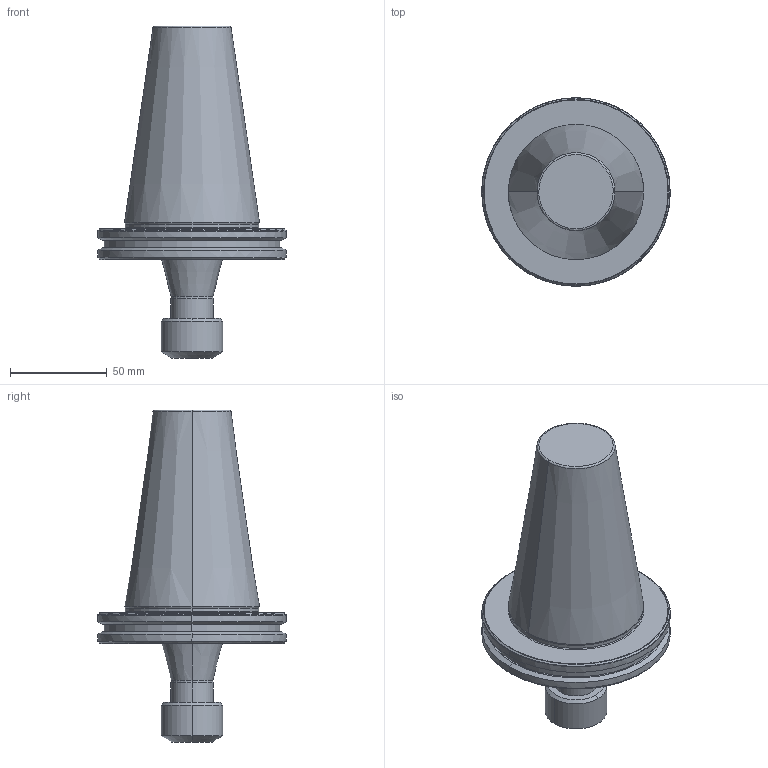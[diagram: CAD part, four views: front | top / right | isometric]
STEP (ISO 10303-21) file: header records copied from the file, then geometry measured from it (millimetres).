
FILE_DESCRIPTION (( 'STEP AP203' ), '1' );
FILE_NAME ('SK 50 ER 16 070 AD-6.3G15000 SL.STEP', '2019-04-26T06:14:10', ( '' ), ( '' ), 'SwSTEP 2.0', 'SolidWorks 2014', '' );
FILE_SCHEMA (( 'CONFIG_CONTROL_DESIGN' ));
Length unit declared in the file: millimetre
Products named in the file (1): SK 50 ER 16 070 AD-6.3G15000 SL
Bounding box: 97.5 x 97.5 x 171.75 mm (x, y, z)
Volume: 404014.8 mm3; surface area: 41189.9 mm2
Topology: 1 solids, 1 shells, 71 faces, 172 edges, 108 vertices
Faces by surface type: bspline 22, cone 18, cylinder 12, torus 12, plane 7
Entity records: 3097 total; most frequent: CARTESIAN_POINT 1422, ORIENTED_EDGE 344, DIRECTION 342, EDGE_CURVE 172, AXIS2_PLACEMENT_3D 156, VERTEX_POINT 108, CIRCLE 106, EDGE_LOOP 76
